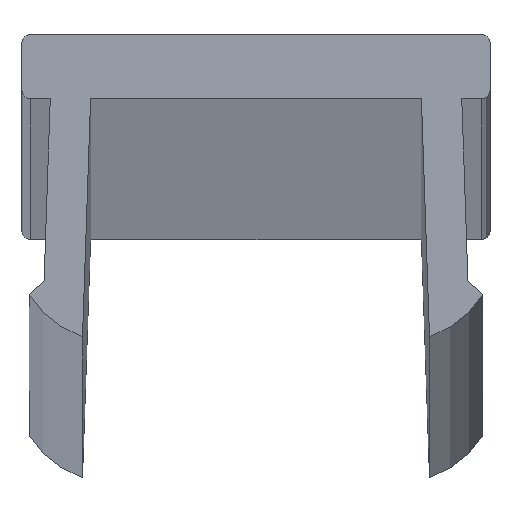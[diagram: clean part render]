
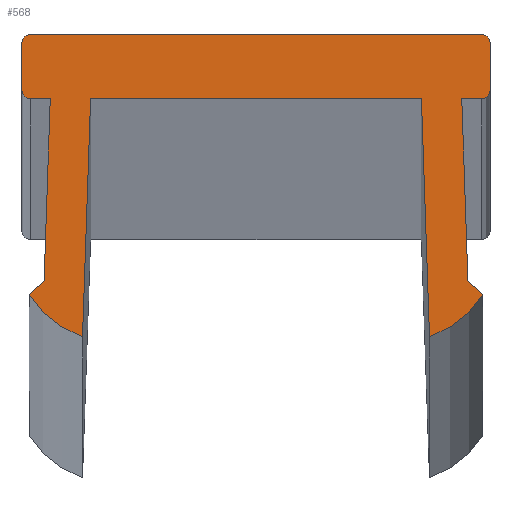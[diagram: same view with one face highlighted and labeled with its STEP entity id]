
A CAD part, top view. The second image highlights one B-rep face of the part: STEP entity #568.
In plain terms, the highlighted planar face has unit normal (0, 0, 1).
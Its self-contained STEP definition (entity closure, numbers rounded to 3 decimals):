
#1 = CARTESIAN_POINT ( 'NONE',  ( 4.3, -7.5, 1000. ) ) ;
#9 = VERTEX_POINT ( 'NONE', #312 ) ;
#11 = CARTESIAN_POINT ( 'NONE',  ( -5.1, -1.6, 1000. ) ) ;
#12 = EDGE_CURVE ( 'NONE', #298, #637, #52, .T. ) ;
#20 = ORIENTED_EDGE ( 'NONE', *, *, #581, .T. ) ;
#25 = CARTESIAN_POINT ( 'NONE',  ( 0., -1.6, 1000. ) ) ;
#29 = DIRECTION ( 'NONE',  ( 1., 0., 0. ) ) ;
#31 = DIRECTION ( 'NONE',  ( -1., 0., 0. ) ) ;
#34 = LINE ( 'NONE', #439, #141 ) ;
#43 = EDGE_CURVE ( 'NONE', #452, #201, #287, .T. ) ;
#46 = LINE ( 'NONE', #478, #444 ) ;
#47 = ORIENTED_EDGE ( 'NONE', *, *, #66, .T. ) ;
#48 = LINE ( 'NONE', #393, #531 ) ;
#52 = LINE ( 'NONE', #697, #372 ) ;
#63 = CARTESIAN_POINT ( 'NONE',  ( 3.5, -5.132, 1000. ) ) ;
#66 = EDGE_CURVE ( 'NONE', #601, #404, #46, .T. ) ;
#69 = CARTESIAN_POINT ( 'NONE',  ( -5.8, -0.2, 1000. ) ) ;
#70 = ORIENTED_EDGE ( 'NONE', *, *, #370, .F. ) ;
#79 = CARTESIAN_POINT ( 'NONE',  ( -5.6, -0.2, 1000. ) ) ;
#80 = DIRECTION ( 'NONE',  ( -1., 0., 0. ) ) ;
#103 = VERTEX_POINT ( 'NONE', #1 ) ;
#113 = CARTESIAN_POINT ( 'NONE',  ( -3.5, -5.132, 1000. ) ) ;
#120 = CARTESIAN_POINT ( 'NONE',  ( 5.6, 0., 1000. ) ) ;
#128 = CARTESIAN_POINT ( 'NONE',  ( -5.1, -1.6, 1000. ) ) ;
#131 = CARTESIAN_POINT ( 'NONE',  ( -5.253, -6.1, 1000. ) ) ;
#133 = AXIS2_PLACEMENT_3D ( 'NONE', #113, #645, #432 ) ;
#141 = VECTOR ( 'NONE', #336, 1000. ) ;
#146 = VECTOR ( 'NONE', #710, 1000. ) ;
#149 = VERTEX_POINT ( 'NONE', #543 ) ;
#155 = CARTESIAN_POINT ( 'NONE',  ( 5.6, 0., 1000. ) ) ;
#162 = DIRECTION ( 'NONE',  ( 0., 0., 1. ) ) ;
#165 = VERTEX_POINT ( 'NONE', #69 ) ;
#168 = AXIS2_PLACEMENT_3D ( 'NONE', #63, #162, #490 ) ;
#173 = DIRECTION ( 'NONE',  ( 0.731, 0.683, 0. ) ) ;
#174 = ORIENTED_EDGE ( 'NONE', *, *, #379, .T. ) ;
#177 = CARTESIAN_POINT ( 'NONE',  ( -4.1, -1.6, 1000. ) ) ;
#183 = DIRECTION ( 'NONE',  ( 0., 0., 1. ) ) ;
#187 = CARTESIAN_POINT ( 'NONE',  ( 4.1, -1.6, 1000. ) ) ;
#201 = VERTEX_POINT ( 'NONE', #120 ) ;
#209 = ORIENTED_EDGE ( 'NONE', *, *, #616, .T. ) ;
#210 = EDGE_CURVE ( 'NONE', #601, #652, #301, .T. ) ;
#218 = ORIENTED_EDGE ( 'NONE', *, *, #43, .F. ) ;
#220 = DIRECTION ( 'NONE',  ( 0., 1., 0. ) ) ;
#223 = CARTESIAN_POINT ( 'NONE',  ( -5.253, -6.1, 1000. ) ) ;
#224 = VERTEX_POINT ( 'NONE', #177 ) ;
#229 = CARTESIAN_POINT ( 'NONE',  ( 5.625, -6.448, 1000. ) ) ;
#231 = VERTEX_POINT ( 'NONE', #278 ) ;
#246 = DIRECTION ( 'NONE',  ( 0.034, -0.999, 0. ) ) ;
#248 = LINE ( 'NONE', #11, #289 ) ;
#253 = VERTEX_POINT ( 'NONE', #438 ) ;
#270 = ORIENTED_EDGE ( 'NONE', *, *, #503, .T. ) ;
#273 = CARTESIAN_POINT ( 'NONE',  ( -4.3, -7.5, 1000. ) ) ;
#277 = CARTESIAN_POINT ( 'NONE',  ( 5.253, -6.1, 1000. ) ) ;
#278 = CARTESIAN_POINT ( 'NONE',  ( 5.1, -1.6, 1000. ) ) ;
#281 = EDGE_CURVE ( 'NONE', #224, #253, #502, .T. ) ;
#282 = CARTESIAN_POINT ( 'NONE',  ( 5.8, -1.4, 1000. ) ) ;
#285 = EDGE_LOOP ( 'NONE', ( #70, #218, #174, #416, #377, #634, #20, #587, #522, #209, #633, #270, #422, #387, #591, #369, #396, #47 ) ) ;
#287 = LINE ( 'NONE', #155, #453 ) ;
#288 = CARTESIAN_POINT ( 'NONE',  ( -5.625, -6.448, 1000. ) ) ;
#289 = VECTOR ( 'NONE', #540, 1000. ) ;
#293 = VECTOR ( 'NONE', #29, 1000. ) ;
#297 = VECTOR ( 'NONE', #173, 1000. ) ;
#298 = VERTEX_POINT ( 'NONE', #449 ) ;
#300 = VERTEX_POINT ( 'NONE', #131 ) ;
#301 = CIRCLE ( 'NONE', #577, 0.2 ) ;
#306 = CARTESIAN_POINT ( 'NONE',  ( -5.8, -0.2, 1000. ) ) ;
#312 = CARTESIAN_POINT ( 'NONE',  ( -5.6, -1.6, 1000. ) ) ;
#317 = VERTEX_POINT ( 'NONE', #128 ) ;
#325 = VECTOR ( 'NONE', #680, 1000. ) ;
#332 = PLANE ( 'NONE',  #418 ) ;
#336 = DIRECTION ( 'NONE',  ( -1., 0., 0. ) ) ;
#369 = ORIENTED_EDGE ( 'NONE', *, *, #674, .F. ) ;
#370 = EDGE_CURVE ( 'NONE', #201, #404, #417, .T. ) ;
#372 = VECTOR ( 'NONE', #629, 1000. ) ;
#373 = DIRECTION ( 'NONE',  ( 0., 0., 1. ) ) ;
#375 = CARTESIAN_POINT ( 'NONE',  ( 0., -2.771, 1000. ) ) ;
#377 = ORIENTED_EDGE ( 'NONE', *, *, #552, .F. ) ;
#379 = EDGE_CURVE ( 'NONE', #452, #165, #485, .T. ) ;
#380 = AXIS2_PLACEMENT_3D ( 'NONE', #650, #596, #598 ) ;
#387 = ORIENTED_EDGE ( 'NONE', *, *, #12, .F. ) ;
#392 = DIRECTION ( 'NONE',  ( 0., 0., -1. ) ) ;
#393 = CARTESIAN_POINT ( 'NONE',  ( 5.1, -1.6, 1000. ) ) ;
#396 = ORIENTED_EDGE ( 'NONE', *, *, #210, .F. ) ;
#404 = VERTEX_POINT ( 'NONE', #454 ) ;
#410 = DIRECTION ( 'NONE',  ( 1., 0., 0. ) ) ;
#416 = ORIENTED_EDGE ( 'NONE', *, *, #501, .F. ) ;
#417 = CIRCLE ( 'NONE', #487, 0.2 ) ;
#418 = AXIS2_PLACEMENT_3D ( 'NONE', #375, #373, #658 ) ;
#422 = ORIENTED_EDGE ( 'NONE', *, *, #642, .T. ) ;
#427 = LINE ( 'NONE', #653, #146 ) ;
#432 = DIRECTION ( 'NONE',  ( -1., 0., 0. ) ) ;
#434 = DIRECTION ( 'NONE',  ( -1., 0., 0. ) ) ;
#435 = FACE_OUTER_BOUND ( 'NONE', #285, .T. ) ;
#438 = CARTESIAN_POINT ( 'NONE',  ( 4.1, -1.6, 1000. ) ) ;
#439 = CARTESIAN_POINT ( 'NONE',  ( -5.6, -1.6, 1000. ) ) ;
#444 = VECTOR ( 'NONE', #220, 1000. ) ;
#449 = CARTESIAN_POINT ( 'NONE',  ( 5.253, -6.1, 1000. ) ) ;
#452 = VERTEX_POINT ( 'NONE', #461 ) ;
#453 = VECTOR ( 'NONE', #410, 1000. ) ;
#454 = CARTESIAN_POINT ( 'NONE',  ( 5.8, -0.2, 1000. ) ) ;
#456 = VECTOR ( 'NONE', #246, 1000. ) ;
#461 = CARTESIAN_POINT ( 'NONE',  ( -5.6, 0., 1000. ) ) ;
#478 = CARTESIAN_POINT ( 'NONE',  ( 5.8, -2.771, 1000. ) ) ;
#485 = CIRCLE ( 'NONE', #626, 0.2 ) ;
#486 = LINE ( 'NONE', #306, #325 ) ;
#487 = AXIS2_PLACEMENT_3D ( 'NONE', #559, #392, #80 ) ;
#490 = DIRECTION ( 'NONE',  ( -1., 0., 0. ) ) ;
#498 = DIRECTION ( 'NONE',  ( 0., 0., -1. ) ) ;
#501 = EDGE_CURVE ( 'NONE', #149, #165, #486, .T. ) ;
#502 = LINE ( 'NONE', #25, #293 ) ;
#503 = EDGE_CURVE ( 'NONE', #253, #103, #597, .T. ) ;
#522 = ORIENTED_EDGE ( 'NONE', *, *, #570, .T. ) ;
#526 = CIRCLE ( 'NONE', #133, 2.5 ) ;
#531 = VECTOR ( 'NONE', #606, 1000. ) ;
#540 = DIRECTION ( 'NONE',  ( -0.034, -0.999, 0. ) ) ;
#543 = CARTESIAN_POINT ( 'NONE',  ( -5.8, -1.4, 1000. ) ) ;
#545 = DIRECTION ( 'NONE',  ( -0.034, 0.999, 0. ) ) ;
#551 = CIRCLE ( 'NONE', #168, 2.5 ) ;
#552 = EDGE_CURVE ( 'NONE', #9, #149, #672, .T. ) ;
#557 = EDGE_CURVE ( 'NONE', #298, #231, #569, .T. ) ;
#559 = CARTESIAN_POINT ( 'NONE',  ( 5.6, -0.2, 1000. ) ) ;
#568 = ADVANCED_FACE ( 'NONE', ( #435 ), #332, .T. ) ;
#569 = LINE ( 'NONE', #277, #704 ) ;
#570 = EDGE_CURVE ( 'NONE', #690, #590, #526, .T. ) ;
#577 = AXIS2_PLACEMENT_3D ( 'NONE', #594, #498, #434 ) ;
#581 = EDGE_CURVE ( 'NONE', #317, #300, #248, .T. ) ;
#587 = ORIENTED_EDGE ( 'NONE', *, *, #625, .F. ) ;
#590 = VERTEX_POINT ( 'NONE', #273 ) ;
#591 = ORIENTED_EDGE ( 'NONE', *, *, #557, .T. ) ;
#592 = CARTESIAN_POINT ( 'NONE',  ( 5.6, -1.6, 1000. ) ) ;
#594 = CARTESIAN_POINT ( 'NONE',  ( 5.6, -1.4, 1000. ) ) ;
#596 = DIRECTION ( 'NONE',  ( 0., 0., -1. ) ) ;
#597 = LINE ( 'NONE', #187, #456 ) ;
#598 = DIRECTION ( 'NONE',  ( -1., 0., 0. ) ) ;
#601 = VERTEX_POINT ( 'NONE', #282 ) ;
#606 = DIRECTION ( 'NONE',  ( -1., 0., 0. ) ) ;
#616 = EDGE_CURVE ( 'NONE', #590, #224, #427, .T. ) ;
#623 = EDGE_CURVE ( 'NONE', #317, #9, #34, .T. ) ;
#625 = EDGE_CURVE ( 'NONE', #690, #300, #699, .T. ) ;
#626 = AXIS2_PLACEMENT_3D ( 'NONE', #79, #183, #31 ) ;
#629 = DIRECTION ( 'NONE',  ( 0.731, -0.683, 0. ) ) ;
#633 = ORIENTED_EDGE ( 'NONE', *, *, #281, .T. ) ;
#634 = ORIENTED_EDGE ( 'NONE', *, *, #623, .F. ) ;
#637 = VERTEX_POINT ( 'NONE', #229 ) ;
#642 = EDGE_CURVE ( 'NONE', #103, #637, #551, .T. ) ;
#645 = DIRECTION ( 'NONE',  ( 0., 0., 1. ) ) ;
#650 = CARTESIAN_POINT ( 'NONE',  ( -5.6, -1.4, 1000. ) ) ;
#652 = VERTEX_POINT ( 'NONE', #592 ) ;
#653 = CARTESIAN_POINT ( 'NONE',  ( -4.3, -7.5, 1000. ) ) ;
#658 = DIRECTION ( 'NONE',  ( 1., 0., 0. ) ) ;
#672 = CIRCLE ( 'NONE', #380, 0.2 ) ;
#674 = EDGE_CURVE ( 'NONE', #652, #231, #48, .T. ) ;
#680 = DIRECTION ( 'NONE',  ( 0., 1., 0. ) ) ;
#690 = VERTEX_POINT ( 'NONE', #288 ) ;
#697 = CARTESIAN_POINT ( 'NONE',  ( 5.625, -6.448, 1000. ) ) ;
#699 = LINE ( 'NONE', #223, #297 ) ;
#704 = VECTOR ( 'NONE', #545, 1000. ) ;
#710 = DIRECTION ( 'NONE',  ( 0.034, 0.999, 0. ) ) ;
